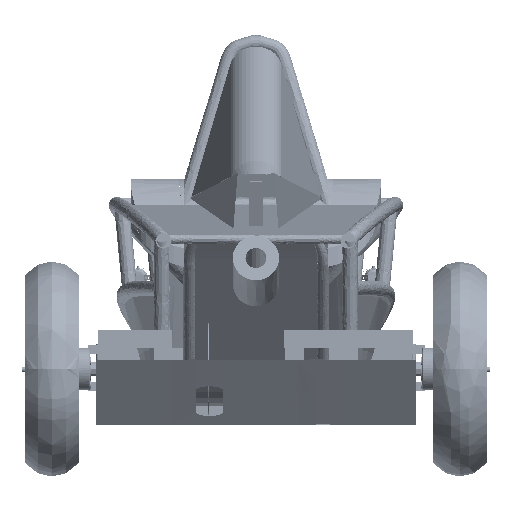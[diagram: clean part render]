
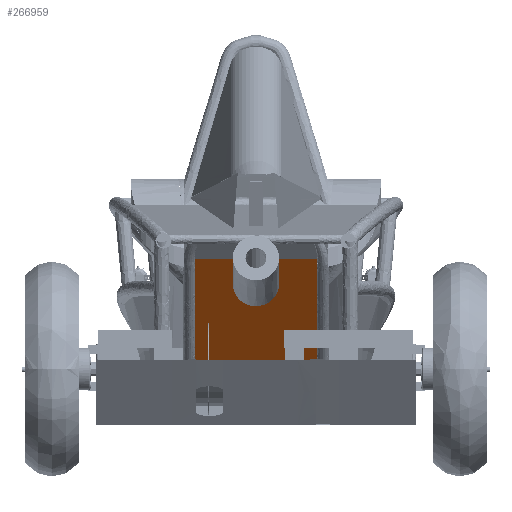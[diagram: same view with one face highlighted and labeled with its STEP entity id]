
A CAD part, left-side view. The second image highlights one B-rep face of the part: STEP entity #266959.
In plain terms, the highlighted free-form (B-spline) face has degree [3, 1] with [4, 2] control points.
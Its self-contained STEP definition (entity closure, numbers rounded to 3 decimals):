
#266959 = ADVANCED_FACE('',(#266960),#266994,.T.);
#266960 = FACE_BOUND('',#266961,.T.);
#266961 = EDGE_LOOP('',(#266962,#266973,#266980,#266989));
#266962 = ORIENTED_EDGE('',*,*,#266963,.T.);
#266963 = EDGE_CURVE('',#266964,#266966,#266968,.T.);
#266964 = VERTEX_POINT('',#266965);
#266965 = CARTESIAN_POINT('',(42.145,-134.782,
    67.214));
#266966 = VERTEX_POINT('',#266967);
#266967 = CARTESIAN_POINT('',(-206.177,-134.782,
    338.209));
#266968 = B_SPLINE_CURVE_WITH_KNOTS('',3,(#266969,#266970,#266971,
    #266972),.UNSPECIFIED.,.F.,.F.,(4,4),(0.,36.756),
  .PIECEWISE_BEZIER_KNOTS.);
#266969 = CARTESIAN_POINT('',(42.145,-134.782,
    67.214));
#266970 = CARTESIAN_POINT('',(-40.629,-134.782,
    157.546));
#266971 = CARTESIAN_POINT('',(-123.403,-134.782,
    247.877));
#266972 = CARTESIAN_POINT('',(-206.177,-134.782,
    338.209));
#266973 = ORIENTED_EDGE('',*,*,#266974,.T.);
#266974 = EDGE_CURVE('',#266966,#266975,#266977,.T.);
#266975 = VERTEX_POINT('',#266976);
#266976 = CARTESIAN_POINT('',(-206.177,134.782,
    338.209));
#266977 = B_SPLINE_CURVE_WITH_KNOTS('',1,(#266978,#266979),
  .UNSPECIFIED.,.F.,.F.,(2,2),(0.,1.),.PIECEWISE_BEZIER_KNOTS.);
#266978 = CARTESIAN_POINT('',(-206.177,-134.782,
    338.209));
#266979 = CARTESIAN_POINT('',(-206.177,134.782,
    338.209));
#266980 = ORIENTED_EDGE('',*,*,#266981,.F.);
#266981 = EDGE_CURVE('',#266982,#266975,#266984,.T.);
#266982 = VERTEX_POINT('',#266983);
#266983 = CARTESIAN_POINT('',(42.145,134.782,
    67.214));
#266984 = B_SPLINE_CURVE_WITH_KNOTS('',3,(#266985,#266986,#266987,
    #266988),.UNSPECIFIED.,.F.,.F.,(4,4),(0.,36.756),
  .PIECEWISE_BEZIER_KNOTS.);
#266985 = CARTESIAN_POINT('',(42.145,134.782,
    67.214));
#266986 = CARTESIAN_POINT('',(-40.629,134.782,
    157.546));
#266987 = CARTESIAN_POINT('',(-123.403,134.782,
    247.877));
#266988 = CARTESIAN_POINT('',(-206.177,134.782,
    338.209));
#266989 = ORIENTED_EDGE('',*,*,#266990,.F.);
#266990 = EDGE_CURVE('',#266964,#266982,#266991,.T.);
#266991 = B_SPLINE_CURVE_WITH_KNOTS('',1,(#266992,#266993),
  .UNSPECIFIED.,.F.,.F.,(2,2),(0.,1.),.PIECEWISE_BEZIER_KNOTS.);
#266992 = CARTESIAN_POINT('',(42.145,-134.782,
    67.214));
#266993 = CARTESIAN_POINT('',(42.145,134.782,
    67.214));
#266994 = B_SPLINE_SURFACE_WITH_KNOTS('',3,1,(
    (#266995,#266996)
    ,(#266997,#266998)
    ,(#266999,#267000)
    ,(#267001,#267002
    )),.UNSPECIFIED.,.F.,.F.,.F.,(4,4),(2,2),(0.,36.756),(0.,1.
    ),.PIECEWISE_BEZIER_KNOTS.);
#266995 = CARTESIAN_POINT('',(42.145,-134.782,
    67.214));
#266996 = CARTESIAN_POINT('',(42.145,134.782,
    67.214));
#266997 = CARTESIAN_POINT('',(-40.629,-134.782,
    157.546));
#266998 = CARTESIAN_POINT('',(-40.629,134.782,
    157.546));
#266999 = CARTESIAN_POINT('',(-123.403,-134.782,
    247.877));
#267000 = CARTESIAN_POINT('',(-123.403,134.782,
    247.877));
#267001 = CARTESIAN_POINT('',(-206.177,-134.782,
    338.209));
#267002 = CARTESIAN_POINT('',(-206.177,134.782,
    338.209));
